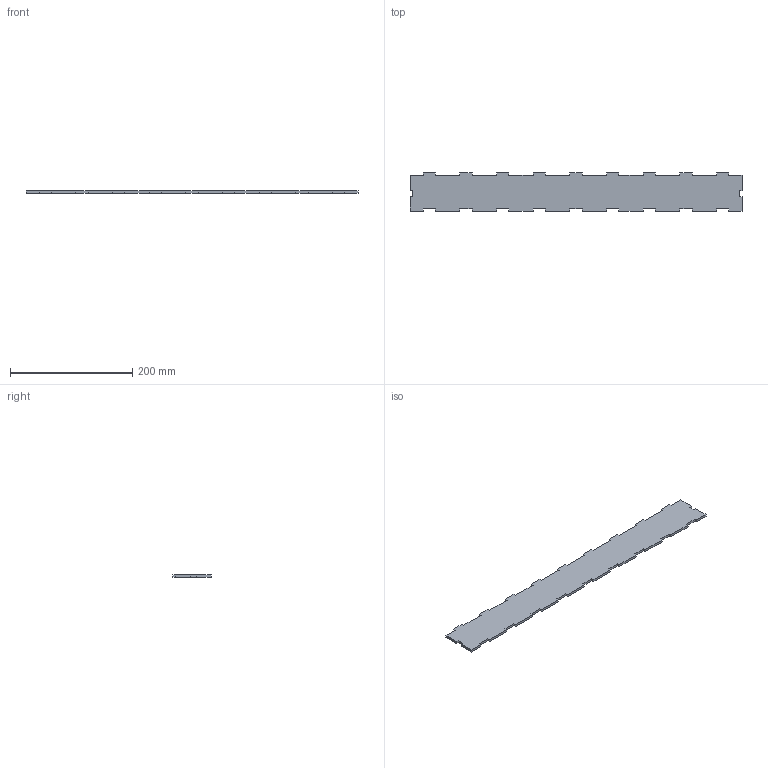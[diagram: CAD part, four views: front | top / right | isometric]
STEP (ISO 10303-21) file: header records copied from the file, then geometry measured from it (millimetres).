
FILE_DESCRIPTION(/* description */ (''),/* implementation_level */ '2;1');
FILE_NAME(/* name */ '',/* time_stamp */ '2024-01-27T10:46:33+03:00',/* author */ (''),/* organization */ (''),/* preprocessor_version */ 'ST-DEVELOPER v20',/* originating_system */ 'Autodesk Translation Framework v12.14.0.127',/* authorisation */ '');
FILE_SCHEMA (('AUTOMOTIVE_DESIGN { 1 0 10303 214 3 1 1 }'));
Length unit declared in the file: millimetre
Products named in the file (1): Стенка малая
Bounding box: 543 x 62.5 x 4 mm (x, y, z)
Volume: 127102 mm3; surface area: 68967 mm2
Topology: 1 solids, 1 shells, 86 faces, 252 edges, 168 vertices
Faces by surface type: plane 86
Entity records: 2836 total; most frequent: CARTESIAN_POINT 507, ORIENTED_EDGE 504, DIRECTION 426, LINE 252, VECTOR 252, EDGE_CURVE 252, VERTEX_POINT 168, AXIS2_PLACEMENT_3D 87
